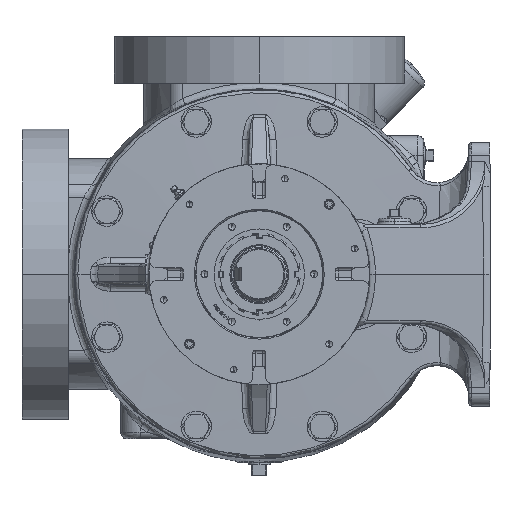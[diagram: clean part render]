
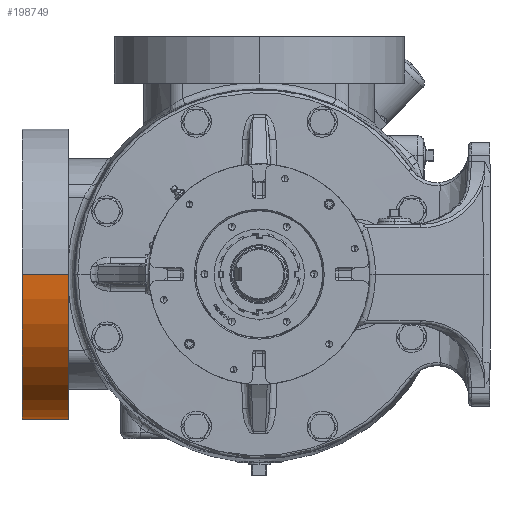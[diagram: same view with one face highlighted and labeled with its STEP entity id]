
A CAD part, left-side view. The second image highlights one B-rep face of the part: STEP entity #198749.
In plain terms, the highlighted cylindrical face has radius 139.7 mm (diameter 279.4 mm), a partial arc.
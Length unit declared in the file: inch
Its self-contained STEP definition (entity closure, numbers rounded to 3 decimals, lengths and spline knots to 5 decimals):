
#1746 = DIRECTION ( 'NONE',  ( 0., -1., 0. ) ) ;
#6430 = EDGE_CURVE ( 'NONE', #209307, #138811, #147472, .T. ) ;
#22839 = CARTESIAN_POINT ( 'NONE',  ( 9.64, 9., 0. ) ) ;
#26579 = DIRECTION ( 'NONE',  ( 0., -1., 0. ) ) ;
#45230 = LINE ( 'NONE', #65913, #126929 ) ;
#48929 = CARTESIAN_POINT ( 'NONE',  ( 4.14, 7.25, 0. ) ) ;
#49114 = AXIS2_PLACEMENT_3D ( 'NONE', #249318, #120872, #307699 ) ;
#60987 = CYLINDRICAL_SURFACE ( 'NONE', #49114, 5.5 ) ;
#65913 = CARTESIAN_POINT ( 'NONE',  ( -1.36, 4.87954, 0. ) ) ;
#75281 = CARTESIAN_POINT ( 'NONE',  ( 9.64, 4.87954, 0. ) ) ;
#82524 = ORIENTED_EDGE ( 'NONE', *, *, #201033, .F. ) ;
#82947 = VERTEX_POINT ( 'NONE', #316049 ) ;
#120872 = DIRECTION ( 'NONE',  ( 0., -1., 0. ) ) ;
#126929 = VECTOR ( 'NONE', #201082, 39.37008 ) ;
#131853 = LINE ( 'NONE', #75281, #207268 ) ;
#133336 = ORIENTED_EDGE ( 'NONE', *, *, #6430, .T. ) ;
#138811 = VERTEX_POINT ( 'NONE', #22839 ) ;
#147472 = CIRCLE ( 'NONE', #339210, 5.5 ) ;
#151688 = AXIS2_PLACEMENT_3D ( 'NONE', #48929, #26579, #235528 ) ;
#175814 = EDGE_CURVE ( 'NONE', #138811, #233938, #131853, .T. ) ;
#191870 = EDGE_LOOP ( 'NONE', ( #133336, #245404, #82524, #234720 ) ) ;
#198749 = ADVANCED_FACE ( 'NONE', ( #242558 ), #60987, .T. ) ;
#201033 = EDGE_CURVE ( 'NONE', #82947, #233938, #283165, .T. ) ;
#201082 = DIRECTION ( 'NONE',  ( 0., -1., 0. ) ) ;
#207268 = VECTOR ( 'NONE', #1746, 39.37008 ) ;
#209307 = VERTEX_POINT ( 'NONE', #308732 ) ;
#221526 = CARTESIAN_POINT ( 'NONE',  ( 4.14, 9., 0. ) ) ;
#233938 = VERTEX_POINT ( 'NONE', #336284 ) ;
#234720 = ORIENTED_EDGE ( 'NONE', *, *, #280924, .F. ) ;
#235528 = DIRECTION ( 'NONE',  ( -1., 0., 0. ) ) ;
#242558 = FACE_OUTER_BOUND ( 'NONE', #191870, .T. ) ;
#245404 = ORIENTED_EDGE ( 'NONE', *, *, #175814, .T. ) ;
#249318 = CARTESIAN_POINT ( 'NONE',  ( 4.14, 4.87954, 0. ) ) ;
#280924 = EDGE_CURVE ( 'NONE', #209307, #82947, #45230, .T. ) ;
#283165 = CIRCLE ( 'NONE', #151688, 5.5 ) ;
#298794 = DIRECTION ( 'NONE',  ( 0., -1., 0. ) ) ;
#307699 = DIRECTION ( 'NONE',  ( -1., 0., 0. ) ) ;
#308732 = CARTESIAN_POINT ( 'NONE',  ( -1.36, 9., 0. ) ) ;
#316049 = CARTESIAN_POINT ( 'NONE',  ( -1.36, 7.25, 0. ) ) ;
#326176 = DIRECTION ( 'NONE',  ( -1., 0., 0. ) ) ;
#336284 = CARTESIAN_POINT ( 'NONE',  ( 9.64, 7.25, 0. ) ) ;
#339210 = AXIS2_PLACEMENT_3D ( 'NONE', #221526, #298794, #326176 ) ;
